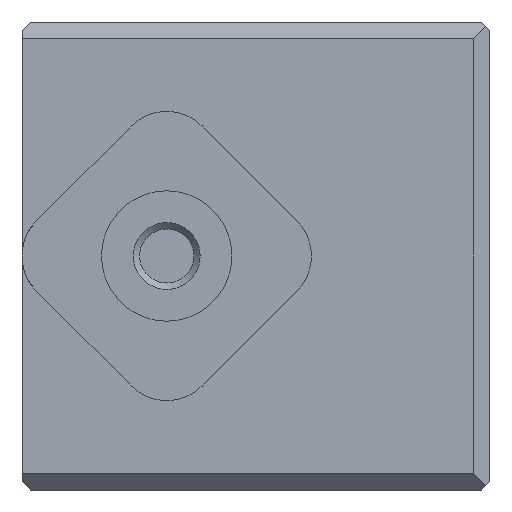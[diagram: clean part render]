
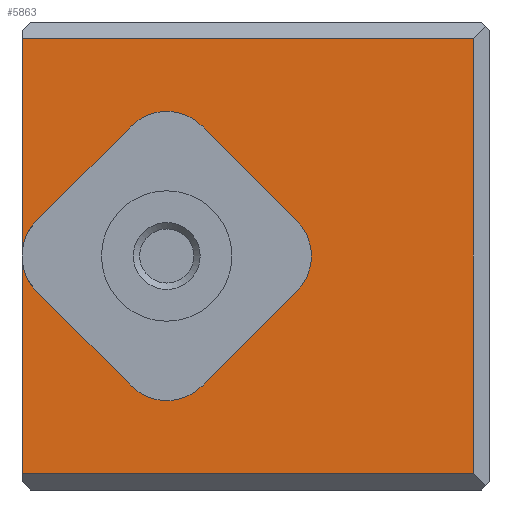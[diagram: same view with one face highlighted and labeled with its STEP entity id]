
A CAD part, left-side view. The second image highlights one B-rep face of the part: STEP entity #5863.
In plain terms, the highlighted planar face has unit normal (-1, 0, 0).
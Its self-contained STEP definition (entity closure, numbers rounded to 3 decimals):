
#339=PLANE('',#6243);
#551=FACE_OUTER_BOUND('',#905,.T.);
#905=EDGE_LOOP('',(#3953,#3954,#3955,#3956,#3957,#3958,#3959,#3960,#3961,
#3962,#3963,#3964,#3965,#3966));
#1257=LINE('',#8201,#1754);
#1258=LINE('',#8203,#1755);
#1259=LINE('',#8205,#1756);
#1260=LINE('',#8207,#1757);
#1261=LINE('',#8211,#1758);
#1262=LINE('',#8215,#1759);
#1263=LINE('',#8219,#1760);
#1264=LINE('',#8223,#1761);
#1265=LINE('',#8225,#1762);
#1754=VECTOR('',#6740,10.);
#1755=VECTOR('',#6741,10.);
#1756=VECTOR('',#6742,10.);
#1757=VECTOR('',#6743,10.);
#1758=VECTOR('',#6746,10.);
#1759=VECTOR('',#6749,10.);
#1760=VECTOR('',#6752,10.);
#1761=VECTOR('',#6755,10.);
#1762=VECTOR('',#6758,10.);
#2253=CIRCLE('',#6244,3.);
#2254=CIRCLE('',#6245,3.);
#2255=CIRCLE('',#6246,3.);
#2256=CIRCLE('',#6247,3.);
#2257=CIRCLE('',#6248,3.);
#2443=VERTEX_POINT('',#8199);
#2444=VERTEX_POINT('',#8200);
#2445=VERTEX_POINT('',#8202);
#2446=VERTEX_POINT('',#8204);
#2447=VERTEX_POINT('',#8206);
#2448=VERTEX_POINT('',#8208);
#2449=VERTEX_POINT('',#8210);
#2450=VERTEX_POINT('',#8212);
#2451=VERTEX_POINT('',#8214);
#2452=VERTEX_POINT('',#8216);
#2453=VERTEX_POINT('',#8218);
#2454=VERTEX_POINT('',#8220);
#2455=VERTEX_POINT('',#8222);
#3021=EDGE_CURVE('',#2443,#2444,#1257,.T.);
#3022=EDGE_CURVE('',#2445,#2443,#1258,.T.);
#3023=EDGE_CURVE('',#2446,#2445,#1259,.T.);
#3024=EDGE_CURVE('',#2447,#2446,#1260,.T.);
#3025=EDGE_CURVE('',#2448,#2447,#2253,.T.);
#3026=EDGE_CURVE('',#2448,#2449,#1261,.T.);
#3027=EDGE_CURVE('',#2450,#2449,#2254,.T.);
#3028=EDGE_CURVE('',#2450,#2451,#1262,.T.);
#3029=EDGE_CURVE('',#2452,#2451,#2255,.T.);
#3030=EDGE_CURVE('',#2452,#2453,#1263,.T.);
#3031=EDGE_CURVE('',#2454,#2453,#2256,.T.);
#3032=EDGE_CURVE('',#2454,#2455,#1264,.T.);
#3033=EDGE_CURVE('',#2447,#2455,#2257,.T.);
#3034=EDGE_CURVE('',#2444,#2447,#1265,.T.);
#3953=ORIENTED_EDGE('',*,*,#3021,.F.);
#3954=ORIENTED_EDGE('',*,*,#3022,.F.);
#3955=ORIENTED_EDGE('',*,*,#3023,.F.);
#3956=ORIENTED_EDGE('',*,*,#3024,.F.);
#3957=ORIENTED_EDGE('',*,*,#3025,.F.);
#3958=ORIENTED_EDGE('',*,*,#3026,.T.);
#3959=ORIENTED_EDGE('',*,*,#3027,.F.);
#3960=ORIENTED_EDGE('',*,*,#3028,.T.);
#3961=ORIENTED_EDGE('',*,*,#3029,.F.);
#3962=ORIENTED_EDGE('',*,*,#3030,.T.);
#3963=ORIENTED_EDGE('',*,*,#3031,.F.);
#3964=ORIENTED_EDGE('',*,*,#3032,.T.);
#3965=ORIENTED_EDGE('',*,*,#3033,.F.);
#3966=ORIENTED_EDGE('',*,*,#3034,.F.);
#5863=ADVANCED_FACE('',(#551),#339,.T.);
#6243=AXIS2_PLACEMENT_3D('',#8198,#6738,#6739);
#6244=AXIS2_PLACEMENT_3D('',#8209,#6744,#6745);
#6245=AXIS2_PLACEMENT_3D('',#8213,#6747,#6748);
#6246=AXIS2_PLACEMENT_3D('',#8217,#6750,#6751);
#6247=AXIS2_PLACEMENT_3D('',#8221,#6753,#6754);
#6248=AXIS2_PLACEMENT_3D('',#8224,#6756,#6757);
#6738=DIRECTION('center_axis',(-1.,0.,0.));
#6739=DIRECTION('ref_axis',(0.,0.,-1.));
#6740=DIRECTION('',(0.,1.,0.));
#6741=DIRECTION('',(0.,0.,-1.));
#6742=DIRECTION('',(0.,-1.,0.));
#6743=DIRECTION('',(0.,0.,1.));
#6744=DIRECTION('center_axis',(-1.,0.,0.));
#6745=DIRECTION('ref_axis',(0.,1.,0.));
#6746=DIRECTION('',(0.,-0.707,0.707));
#6747=DIRECTION('center_axis',(-1.,0.,0.));
#6748=DIRECTION('ref_axis',(0.,0.,1.));
#6749=DIRECTION('',(0.,-0.707,-0.707));
#6750=DIRECTION('center_axis',(-1.,0.,0.));
#6751=DIRECTION('ref_axis',(0.,-1.,0.));
#6752=DIRECTION('',(0.,0.707,-0.707));
#6753=DIRECTION('center_axis',(-1.,0.,0.));
#6754=DIRECTION('ref_axis',(0.,0.,-1.));
#6755=DIRECTION('',(0.,0.707,0.707));
#6756=DIRECTION('center_axis',(-1.,0.,0.));
#6757=DIRECTION('ref_axis',(0.,1.,0.));
#6758=DIRECTION('',(0.,0.,1.));
#8198=CARTESIAN_POINT('Origin',(0.,8.657,14.));
#8199=CARTESIAN_POINT('',(0.,-18.343,-13.));
#8200=CARTESIAN_POINT('',(0.,8.657,-13.));
#8201=CARTESIAN_POINT('',(0.,8.657,-13.));
#8202=CARTESIAN_POINT('',(0.,-18.343,13.));
#8203=CARTESIAN_POINT('',(0.,-18.343,7.));
#8204=CARTESIAN_POINT('',(0.,8.657,13.));
#8205=CARTESIAN_POINT('',(0.,8.657,13.));
#8206=CARTESIAN_POINT('',(0.,8.657,0.));
#8207=CARTESIAN_POINT('',(0.,8.657,-14.));
#8208=CARTESIAN_POINT('',(0.,7.778,2.121));
#8209=CARTESIAN_POINT('Origin',(0.,5.657,0.));
#8210=CARTESIAN_POINT('',(0.,2.121,7.778));
#8211=CARTESIAN_POINT('',(0.,9.899,0.));
#8212=CARTESIAN_POINT('',(0.,-2.121,7.778));
#8213=CARTESIAN_POINT('Origin',(0.,0.,5.657));
#8214=CARTESIAN_POINT('',(0.,-7.778,2.121));
#8215=CARTESIAN_POINT('',(0.,0.,9.899));
#8216=CARTESIAN_POINT('',(0.,-7.778,-2.121));
#8217=CARTESIAN_POINT('Origin',(0.,-5.657,0.));
#8218=CARTESIAN_POINT('',(0.,-2.121,-7.778));
#8219=CARTESIAN_POINT('',(0.,-9.899,0.));
#8220=CARTESIAN_POINT('',(0.,2.121,-7.778));
#8221=CARTESIAN_POINT('Origin',(0.,0.,-5.657));
#8222=CARTESIAN_POINT('',(0.,7.778,-2.121));
#8223=CARTESIAN_POINT('',(0.,0.,-9.899));
#8224=CARTESIAN_POINT('Origin',(0.,5.657,0.));
#8225=CARTESIAN_POINT('',(0.,8.657,-14.));
